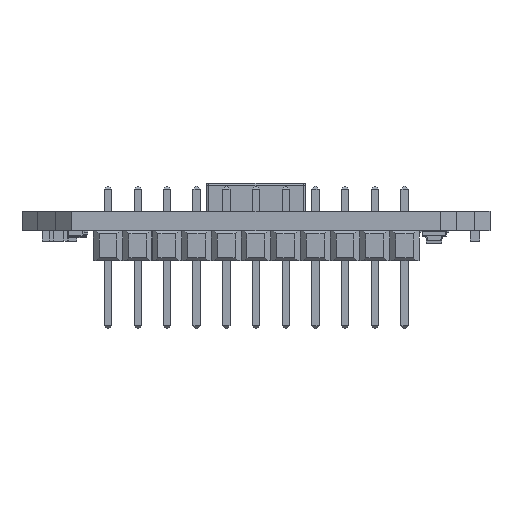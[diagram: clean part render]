
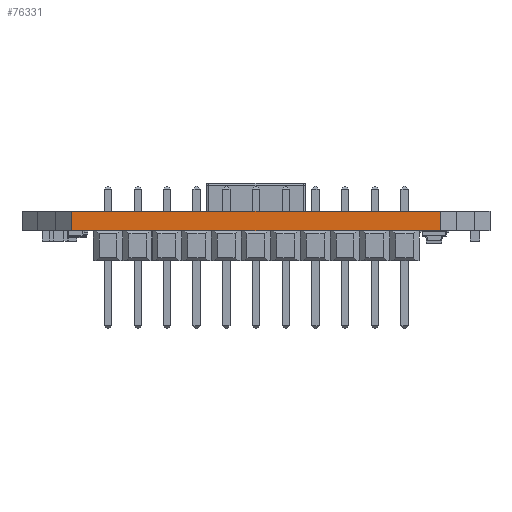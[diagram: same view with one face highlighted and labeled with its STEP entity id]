
A CAD part, front view. The second image highlights one B-rep face of the part: STEP entity #76331.
In plain terms, the highlighted planar face has unit normal (0, -1, 0).
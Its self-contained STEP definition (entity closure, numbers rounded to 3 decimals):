
#5565 = VECTOR ( 'NONE', #28226, 1000. ) ;
#6269 = EDGE_LOOP ( 'NONE', ( #54675, #64389, #25697, #74000 ) ) ;
#14904 = VERTEX_POINT ( 'NONE', #22837 ) ;
#15013 = FACE_OUTER_BOUND ( 'NONE', #6269, .T. ) ;
#19176 = EDGE_CURVE ( 'NONE', #68523, #44183, #49357, .T. ) ;
#22837 = CARTESIAN_POINT ( 'NONE',  ( 15.74, -20., 0. ) ) ;
#25697 = ORIENTED_EDGE ( 'NONE', *, *, #53546, .F. ) ;
#27465 = EDGE_CURVE ( 'NONE', #14904, #68523, #61879, .T. ) ;
#28226 = DIRECTION ( 'NONE',  ( -1., 0., 0. ) ) ;
#29590 = LINE ( 'NONE', #86839, #38841 ) ;
#38841 = VECTOR ( 'NONE', #63908, 1000. ) ;
#40696 = VECTOR ( 'NONE', #73303, 1000. ) ;
#44183 = VERTEX_POINT ( 'NONE', #53381 ) ;
#45225 = DIRECTION ( 'NONE',  ( 0., 0., 1. ) ) ;
#49357 = LINE ( 'NONE', #80604, #40696 ) ;
#51142 = AXIS2_PLACEMENT_3D ( 'NONE', #78484, #69660, #62900 ) ;
#53381 = CARTESIAN_POINT ( 'NONE',  ( -15.74, -20., 1.671 ) ) ;
#53546 = EDGE_CURVE ( 'NONE', #90895, #44183, #29590, .T. ) ;
#54675 = ORIENTED_EDGE ( 'NONE', *, *, #27465, .T. ) ;
#55406 = EDGE_CURVE ( 'NONE', #14904, #90895, #58946, .T. ) ;
#55487 = CARTESIAN_POINT ( 'NONE',  ( -15.74, -20., 0. ) ) ;
#58946 = LINE ( 'NONE', #90693, #5565 ) ;
#59566 = CARTESIAN_POINT ( 'NONE',  ( 15.74, -20., 1.671 ) ) ;
#61360 = PLANE ( 'NONE',  #51142 ) ;
#61879 = LINE ( 'NONE', #85315, #77273 ) ;
#62900 = DIRECTION ( 'NONE',  ( 0., 0., -1. ) ) ;
#63908 = DIRECTION ( 'NONE',  ( 0., 0., 1. ) ) ;
#64389 = ORIENTED_EDGE ( 'NONE', *, *, #19176, .T. ) ;
#68523 = VERTEX_POINT ( 'NONE', #59566 ) ;
#69660 = DIRECTION ( 'NONE',  ( 0., -1., 0. ) ) ;
#73303 = DIRECTION ( 'NONE',  ( -1., 0., 0. ) ) ;
#74000 = ORIENTED_EDGE ( 'NONE', *, *, #55406, .F. ) ;
#76331 = ADVANCED_FACE ( 'NONE', ( #15013 ), #61360, .T. ) ;
#77273 = VECTOR ( 'NONE', #45225, 1000. ) ;
#78484 = CARTESIAN_POINT ( 'NONE',  ( 15.74, -20., 0. ) ) ;
#80604 = CARTESIAN_POINT ( 'NONE',  ( 15.74, -20., 1.671 ) ) ;
#85315 = CARTESIAN_POINT ( 'NONE',  ( 15.74, -20., 0. ) ) ;
#86839 = CARTESIAN_POINT ( 'NONE',  ( -15.74, -20., 0. ) ) ;
#90693 = CARTESIAN_POINT ( 'NONE',  ( 15.74, -20., 0. ) ) ;
#90895 = VERTEX_POINT ( 'NONE', #55487 ) ;
